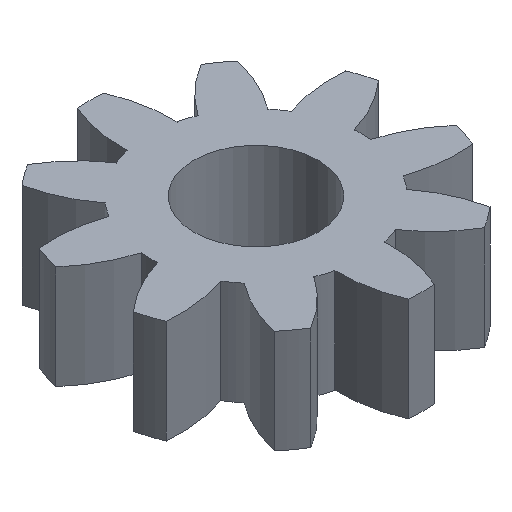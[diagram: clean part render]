
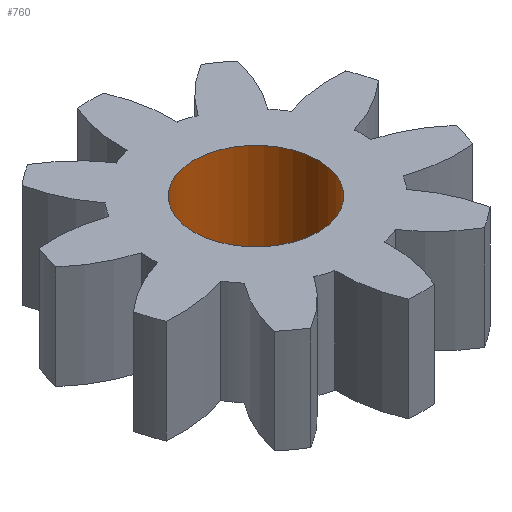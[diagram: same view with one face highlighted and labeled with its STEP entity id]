
A CAD part, isometric view. The second image highlights one B-rep face of the part: STEP entity #760.
In plain terms, the highlighted cylindrical face has radius 3 mm (diameter 6 mm), a full revolution.
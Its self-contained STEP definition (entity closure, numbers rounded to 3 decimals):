
#97=FACE_BOUND('',#144,.T.);
#100=FACE_OUTER_BOUND('',#143,.T.);
#143=EDGE_LOOP('',(#475));
#144=EDGE_LOOP('',(#476));
#189=CIRCLE('',#824,3.);
#190=CIRCLE('',#825,3.);
#271=VERTEX_POINT('',#1242);
#272=VERTEX_POINT('',#1244);
#353=EDGE_CURVE('',#271,#271,#189,.T.);
#354=EDGE_CURVE('',#272,#272,#190,.T.);
#475=ORIENTED_EDGE('',*,*,#353,.F.);
#476=ORIENTED_EDGE('',*,*,#354,.F.);
#719=CYLINDRICAL_SURFACE('',#823,3.);
#760=ADVANCED_FACE('',(#100,#97),#719,.F.);
#823=AXIS2_PLACEMENT_3D('',#1241,#950,#951);
#824=AXIS2_PLACEMENT_3D('',#1243,#952,#953);
#825=AXIS2_PLACEMENT_3D('',#1245,#954,#955);
#950=DIRECTION('center_axis',(0.,0.,-1.));
#951=DIRECTION('ref_axis',(-1.,0.,0.));
#952=DIRECTION('center_axis',(0.,0.,1.));
#953=DIRECTION('ref_axis',(-1.,0.,0.));
#954=DIRECTION('center_axis',(0.,0.,-1.));
#955=DIRECTION('ref_axis',(-1.,0.,0.));
#1241=CARTESIAN_POINT('Origin',(0.,0.,5.));
#1242=CARTESIAN_POINT('',(3.,0.,0.));
#1243=CARTESIAN_POINT('Origin',(0.,0.,0.));
#1244=CARTESIAN_POINT('',(3.,0.,5.));
#1245=CARTESIAN_POINT('Origin',(0.,0.,5.));
